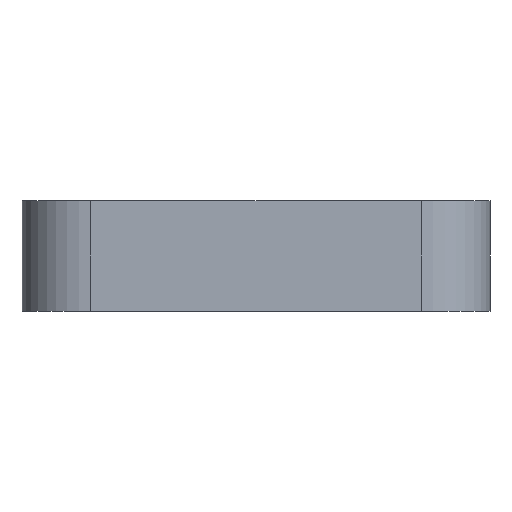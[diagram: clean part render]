
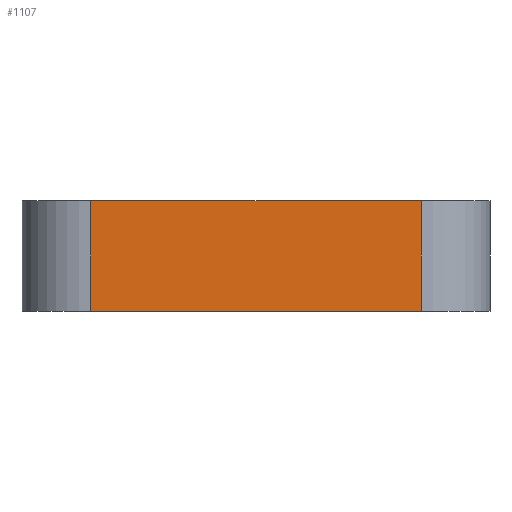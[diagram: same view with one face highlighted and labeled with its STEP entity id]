
A CAD part, front view. The second image highlights one B-rep face of the part: STEP entity #1107.
In plain terms, the highlighted planar face has unit normal (0, -1, 0).
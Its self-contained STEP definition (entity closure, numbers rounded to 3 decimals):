
#26 = PLANE ( 'NONE',  #579 ) ;
#63 = VERTEX_POINT ( 'NONE', #249 ) ;
#114 = VECTOR ( 'NONE', #676, 1000. ) ;
#117 = DIRECTION ( 'NONE',  ( 0., 1., 0. ) ) ;
#126 = VERTEX_POINT ( 'NONE', #185 ) ;
#185 = CARTESIAN_POINT ( 'NONE',  ( 5., 0., 8. ) ) ;
#241 = ORIENTED_EDGE ( 'NONE', *, *, #482, .T. ) ;
#249 = CARTESIAN_POINT ( 'NONE',  ( 29., 0., 8. ) ) ;
#266 = CARTESIAN_POINT ( 'NONE',  ( 0., 0., 8. ) ) ;
#296 = EDGE_LOOP ( 'NONE', ( #241, #302, #718, #368 ) ) ;
#301 = LINE ( 'NONE', #1189, #1024 ) ;
#302 = ORIENTED_EDGE ( 'NONE', *, *, #323, .T. ) ;
#323 = EDGE_CURVE ( 'NONE', #496, #63, #729, .T. ) ;
#329 = CARTESIAN_POINT ( 'NONE',  ( 29., 0., 8. ) ) ;
#365 = DIRECTION ( 'NONE',  ( 1., 0., 0. ) ) ;
#368 = ORIENTED_EDGE ( 'NONE', *, *, #576, .T. ) ;
#442 = VERTEX_POINT ( 'NONE', #860 ) ;
#482 = EDGE_CURVE ( 'NONE', #442, #496, #609, .T. ) ;
#492 = CARTESIAN_POINT ( 'NONE',  ( 0., 0., 8. ) ) ;
#496 = VERTEX_POINT ( 'NONE', #584 ) ;
#576 = EDGE_CURVE ( 'NONE', #126, #442, #301, .T. ) ;
#579 = AXIS2_PLACEMENT_3D ( 'NONE', #492, #117, #762 ) ;
#584 = CARTESIAN_POINT ( 'NONE',  ( 29., 0., 0. ) ) ;
#609 = LINE ( 'NONE', #749, #114 ) ;
#659 = EDGE_CURVE ( 'NONE', #126, #63, #1042, .T. ) ;
#663 = FACE_OUTER_BOUND ( 'NONE', #296, .T. ) ;
#676 = DIRECTION ( 'NONE',  ( 1., 0., 0. ) ) ;
#718 = ORIENTED_EDGE ( 'NONE', *, *, #659, .F. ) ;
#729 = LINE ( 'NONE', #329, #945 ) ;
#749 = CARTESIAN_POINT ( 'NONE',  ( 0., 0., 0. ) ) ;
#762 = DIRECTION ( 'NONE',  ( 0., 0., 1. ) ) ;
#793 = VECTOR ( 'NONE', #365, 1000. ) ;
#860 = CARTESIAN_POINT ( 'NONE',  ( 5., 0., 0. ) ) ;
#945 = VECTOR ( 'NONE', #1186, 1000. ) ;
#1024 = VECTOR ( 'NONE', #1097, 1000. ) ;
#1042 = LINE ( 'NONE', #266, #793 ) ;
#1097 = DIRECTION ( 'NONE',  ( 0., 0., -1. ) ) ;
#1107 = ADVANCED_FACE ( 'NONE', ( #663 ), #26, .F. ) ;
#1186 = DIRECTION ( 'NONE',  ( 0., 0., 1. ) ) ;
#1189 = CARTESIAN_POINT ( 'NONE',  ( 5., 0., 8. ) ) ;
